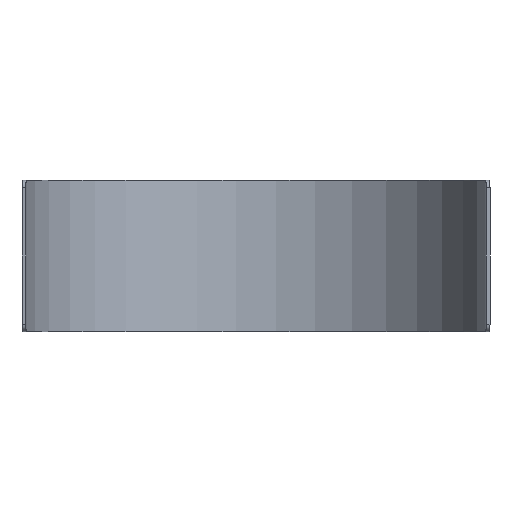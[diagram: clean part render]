
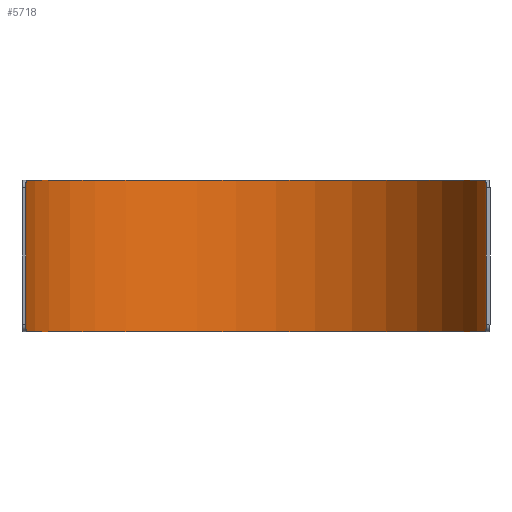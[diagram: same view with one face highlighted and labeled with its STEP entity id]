
A CAD part, front view. The second image highlights one B-rep face of the part: STEP entity #5718.
In plain terms, the highlighted cylindrical face has radius 30.5 mm (diameter 61 mm), a partial arc.
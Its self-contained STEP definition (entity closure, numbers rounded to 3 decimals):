
#141 = EDGE_CURVE ( 'NONE', #6672, #5013, #2864, .T. ) ;
#143 = CARTESIAN_POINT ( 'NONE',  ( -30.384, 2.658, -9.132 ) ) ;
#213 = CARTESIAN_POINT ( 'NONE',  ( 30.384, 2.658, 9.132 ) ) ;
#442 = VECTOR ( 'NONE', #4049, 1000. ) ;
#545 = EDGE_CURVE ( 'NONE', #3024, #3687, #2505, .T. ) ;
#614 = DIRECTION ( 'NONE',  ( -1., 0., 0. ) ) ;
#760 = EDGE_CURVE ( 'NONE', #1857, #6093, #4536, .T. ) ;
#781 = AXIS2_PLACEMENT_3D ( 'NONE', #1696, #2132, #4454 ) ;
#936 = EDGE_CURVE ( 'NONE', #3687, #6672, #3943, .T. ) ;
#984 = CARTESIAN_POINT ( 'NONE',  ( 30.311, 3.393, -9.974 ) ) ;
#1156 = DIRECTION ( 'NONE',  ( 0., 0., -1. ) ) ;
#1168 = DIRECTION ( 'NONE',  ( 0., 0., -1. ) ) ;
#1245 = CARTESIAN_POINT ( 'NONE',  ( -30.312, 3.391, -10. ) ) ;
#1265 = CARTESIAN_POINT ( 'NONE',  ( -30.384, 2.658, -9. ) ) ;
#1403 = CARTESIAN_POINT ( 'NONE',  ( -30.384, 2.658, 9. ) ) ;
#1586 = DIRECTION ( 'NONE',  ( -1., 0., 0. ) ) ;
#1696 = CARTESIAN_POINT ( 'NONE',  ( 0., 0., 10. ) ) ;
#1720 = AXIS2_PLACEMENT_3D ( 'NONE', #7115, #1156, #1586 ) ;
#1806 = CARTESIAN_POINT ( 'NONE',  ( 30.384, 2.658, 10. ) ) ;
#1854 = CARTESIAN_POINT ( 'NONE',  ( 30.366, 2.858, 9.615 ) ) ;
#1857 = VERTEX_POINT ( 'NONE', #6909 ) ;
#1927 = AXIS2_PLACEMENT_3D ( 'NONE', #7126, #1168, #614 ) ;
#2050 = EDGE_LOOP ( 'NONE', ( #6859, #3159, #4982, #4478, #3044, #6023, #2472, #6504 ) ) ;
#2112 = CARTESIAN_POINT ( 'NONE',  ( 30.337, 3.152, -9.874 ) ) ;
#2132 = DIRECTION ( 'NONE',  ( 0., 0., -1. ) ) ;
#2233 = CARTESIAN_POINT ( 'NONE',  ( -30.382, 2.684, -9.262 ) ) ;
#2330 = CARTESIAN_POINT ( 'NONE',  ( 30.348, 3.042, -9.8 ) ) ;
#2346 = CARTESIAN_POINT ( 'NONE',  ( 30.384, 2.658, 9. ) ) ;
#2380 = CARTESIAN_POINT ( 'NONE',  ( -30.366, 2.858, -9.615 ) ) ;
#2415 = LINE ( 'NONE', #6239, #5101 ) ;
#2472 = ORIENTED_EDGE ( 'NONE', *, *, #936, .T. ) ;
#2500 = LINE ( 'NONE', #1806, #442 ) ;
#2505 = B_SPLINE_CURVE_WITH_KNOTS ( 'NONE', 3,
 ( #6240, #143, #2233, #5591, #2380, #5062, #1245, #3997 ),
 .UNSPECIFIED., .F., .F.,
 ( 4, 2, 2, 4 ),
 ( 0., 0., 0.001, 0.002 ),
 .UNSPECIFIED. ) ;
#2506 = B_SPLINE_CURVE_WITH_KNOTS ( 'NONE', 3,
 ( #6434, #2644, #6470, #3739, #4190, #2574, #5966, #1403 ),
 .UNSPECIFIED., .F., .F.,
 ( 4, 2, 2, 4 ),
 ( 0., 0., 0.001, 0.002 ),
 .UNSPECIFIED. ) ;
#2574 = CARTESIAN_POINT ( 'NONE',  ( -30.375, 2.767, 9.523 ) ) ;
#2585 = CARTESIAN_POINT ( 'NONE',  ( 30.28, 3.653, 10. ) ) ;
#2644 = CARTESIAN_POINT ( 'NONE',  ( -30.296, 3.522, 10. ) ) ;
#2689 = FACE_OUTER_BOUND ( 'NONE', #2050, .T. ) ;
#2729 = CARTESIAN_POINT ( 'NONE',  ( 30.375, 2.767, -9.523 ) ) ;
#2783 = CARTESIAN_POINT ( 'NONE',  ( -30.28, 3.653, -10. ) ) ;
#2864 = B_SPLINE_CURVE_WITH_KNOTS ( 'NONE', 3,
 ( #5984, #4320, #984, #2112, #2330, #2729, #3912, #4541 ),
 .UNSPECIFIED., .F., .F.,
 ( 4, 2, 2, 4 ),
 ( 0., 0., 0.001, 0.002 ),
 .UNSPECIFIED. ) ;
#2890 = B_SPLINE_CURVE_WITH_KNOTS ( 'NONE', 3,
 ( #2346, #213, #4655, #5735, #1854, #5698, #4584, #6777 ),
 .UNSPECIFIED., .F., .F.,
 ( 4, 2, 2, 4 ),
 ( 0., 0., 0.001, 0.002 ),
 .UNSPECIFIED. ) ;
#3000 = EDGE_CURVE ( 'NONE', #4123, #5013, #2500, .T. ) ;
#3024 = VERTEX_POINT ( 'NONE', #1265 ) ;
#3044 = ORIENTED_EDGE ( 'NONE', *, *, #5759, .T. ) ;
#3159 = ORIENTED_EDGE ( 'NONE', *, *, #3274, .T. ) ;
#3235 = CARTESIAN_POINT ( 'NONE',  ( 30.384, 2.658, -9. ) ) ;
#3274 = EDGE_CURVE ( 'NONE', #4123, #6093, #2890, .T. ) ;
#3519 = VERTEX_POINT ( 'NONE', #5708 ) ;
#3687 = VERTEX_POINT ( 'NONE', #2783 ) ;
#3739 = CARTESIAN_POINT ( 'NONE',  ( -30.337, 3.152, 9.874 ) ) ;
#3912 = CARTESIAN_POINT ( 'NONE',  ( 30.384, 2.658, -9.264 ) ) ;
#3943 = CIRCLE ( 'NONE', #1720, 30.5 ) ;
#3997 = CARTESIAN_POINT ( 'NONE',  ( -30.28, 3.653, -10. ) ) ;
#4049 = DIRECTION ( 'NONE',  ( 0., 0., -1. ) ) ;
#4123 = VERTEX_POINT ( 'NONE', #4828 ) ;
#4190 = CARTESIAN_POINT ( 'NONE',  ( -30.348, 3.042, 9.8 ) ) ;
#4320 = CARTESIAN_POINT ( 'NONE',  ( 30.296, 3.522, -10. ) ) ;
#4454 = DIRECTION ( 'NONE',  ( -1., 0., 0. ) ) ;
#4478 = ORIENTED_EDGE ( 'NONE', *, *, #4652, .T. ) ;
#4536 = CIRCLE ( 'NONE', #781, 30.5 ) ;
#4541 = CARTESIAN_POINT ( 'NONE',  ( 30.384, 2.658, -9. ) ) ;
#4574 = CARTESIAN_POINT ( 'NONE',  ( 30.28, 3.653, -10. ) ) ;
#4584 = CARTESIAN_POINT ( 'NONE',  ( 30.312, 3.391, 10. ) ) ;
#4652 = EDGE_CURVE ( 'NONE', #1857, #3519, #2506, .T. ) ;
#4655 = CARTESIAN_POINT ( 'NONE',  ( 30.382, 2.684, 9.262 ) ) ;
#4828 = CARTESIAN_POINT ( 'NONE',  ( 30.384, 2.658, 9. ) ) ;
#4927 = CYLINDRICAL_SURFACE ( 'NONE', #1927, 30.5 ) ;
#4982 = ORIENTED_EDGE ( 'NONE', *, *, #760, .F. ) ;
#5013 = VERTEX_POINT ( 'NONE', #3235 ) ;
#5062 = CARTESIAN_POINT ( 'NONE',  ( -30.339, 3.133, -9.891 ) ) ;
#5094 = DIRECTION ( 'NONE',  ( 0., 0., -1. ) ) ;
#5101 = VECTOR ( 'NONE', #5094, 1000. ) ;
#5591 = CARTESIAN_POINT ( 'NONE',  ( -30.373, 2.784, -9.504 ) ) ;
#5698 = CARTESIAN_POINT ( 'NONE',  ( 30.339, 3.133, 9.891 ) ) ;
#5708 = CARTESIAN_POINT ( 'NONE',  ( -30.384, 2.658, 9. ) ) ;
#5718 = ADVANCED_FACE ( 'NONE', ( #2689 ), #4927, .F. ) ;
#5735 = CARTESIAN_POINT ( 'NONE',  ( 30.373, 2.784, 9.504 ) ) ;
#5759 = EDGE_CURVE ( 'NONE', #3519, #3024, #2415, .T. ) ;
#5966 = CARTESIAN_POINT ( 'NONE',  ( -30.384, 2.658, 9.264 ) ) ;
#5984 = CARTESIAN_POINT ( 'NONE',  ( 30.28, 3.653, -10. ) ) ;
#6023 = ORIENTED_EDGE ( 'NONE', *, *, #545, .T. ) ;
#6093 = VERTEX_POINT ( 'NONE', #2585 ) ;
#6239 = CARTESIAN_POINT ( 'NONE',  ( -30.384, 2.658, 10. ) ) ;
#6240 = CARTESIAN_POINT ( 'NONE',  ( -30.384, 2.658, -9. ) ) ;
#6434 = CARTESIAN_POINT ( 'NONE',  ( -30.28, 3.653, 10. ) ) ;
#6470 = CARTESIAN_POINT ( 'NONE',  ( -30.311, 3.393, 9.974 ) ) ;
#6504 = ORIENTED_EDGE ( 'NONE', *, *, #141, .T. ) ;
#6672 = VERTEX_POINT ( 'NONE', #4574 ) ;
#6777 = CARTESIAN_POINT ( 'NONE',  ( 30.28, 3.653, 10. ) ) ;
#6859 = ORIENTED_EDGE ( 'NONE', *, *, #3000, .F. ) ;
#6909 = CARTESIAN_POINT ( 'NONE',  ( -30.28, 3.653, 10. ) ) ;
#7115 = CARTESIAN_POINT ( 'NONE',  ( 0., 0., -10. ) ) ;
#7126 = CARTESIAN_POINT ( 'NONE',  ( 0., 0., 10. ) ) ;
